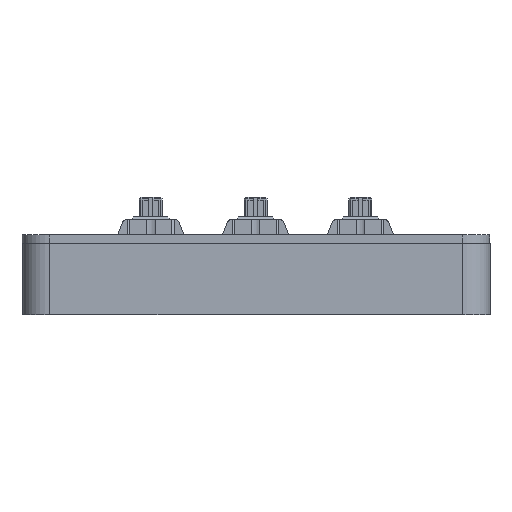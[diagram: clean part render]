
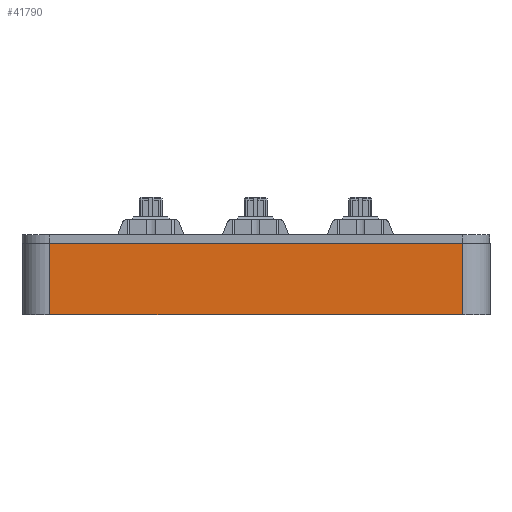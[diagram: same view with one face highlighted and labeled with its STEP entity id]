
A CAD part, front view. The second image highlights one B-rep face of the part: STEP entity #41790.
In plain terms, the highlighted planar face has unit normal (0, -1, 0).
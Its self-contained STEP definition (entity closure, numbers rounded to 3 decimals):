
#5069=FACE_OUTER_BOUND('',#7223,.T.);
#7223=EDGE_LOOP('',(#38652,#38653,#38654,#38655));
#12028=LINE('',#70682,#16864);
#12055=LINE('',#70750,#16891);
#12061=LINE('',#70773,#16897);
#12062=LINE('',#70775,#16898);
#16864=VECTOR('',#55131,10.);
#16891=VECTOR('',#55184,10.);
#16897=VECTOR('',#55212,10.);
#16898=VECTOR('',#55215,10.);
#21650=VERTEX_POINT('',#70679);
#21651=VERTEX_POINT('',#70681);
#21678=VERTEX_POINT('',#70747);
#21679=VERTEX_POINT('',#70749);
#27925=EDGE_CURVE('',#21650,#21651,#12028,.T.);
#27960=EDGE_CURVE('',#21678,#21679,#12055,.T.);
#27972=EDGE_CURVE('',#21651,#21678,#12061,.T.);
#27973=EDGE_CURVE('',#21679,#21650,#12062,.T.);
#38652=ORIENTED_EDGE('',*,*,#27972,.F.);
#38653=ORIENTED_EDGE('',*,*,#27925,.F.);
#38654=ORIENTED_EDGE('',*,*,#27973,.F.);
#38655=ORIENTED_EDGE('',*,*,#27960,.F.);
#39973=PLANE('',#44841);
#41790=ADVANCED_FACE('',(#5069),#39973,.T.);
#44841=AXIS2_PLACEMENT_3D('',#70774,#55213,#55214);
#55131=DIRECTION('',(-1.,0.,0.));
#55184=DIRECTION('',(1.,0.,0.));
#55212=DIRECTION('',(0.,0.,1.));
#55213=DIRECTION('center_axis',(0.,-1.,0.));
#55214=DIRECTION('ref_axis',(1.,0.,0.));
#55215=DIRECTION('',(0.,0.,-1.));
#70679=CARTESIAN_POINT('',(26.939,-67.169,0.));
#70681=CARTESIAN_POINT('',(-48.061,-67.169,0.));
#70682=CARTESIAN_POINT('',(31.939,-67.169,0.));
#70747=CARTESIAN_POINT('',(-48.061,-67.169,13.));
#70749=CARTESIAN_POINT('',(26.939,-67.169,13.));
#70750=CARTESIAN_POINT('',(31.939,-67.169,13.));
#70773=CARTESIAN_POINT('',(-48.061,-67.169,0.));
#70774=CARTESIAN_POINT('Origin',(-53.061,-67.169,0.));
#70775=CARTESIAN_POINT('',(26.939,-67.169,0.));
